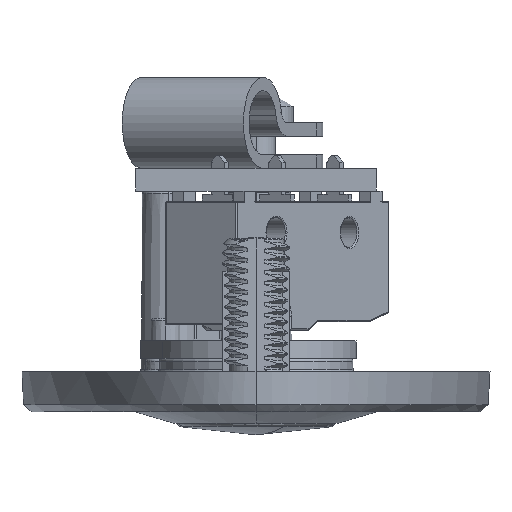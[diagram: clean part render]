
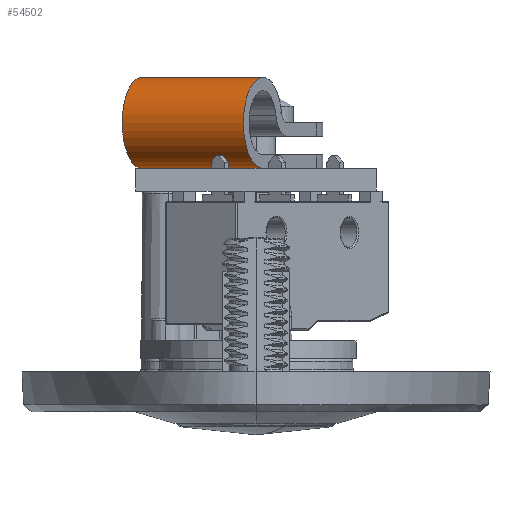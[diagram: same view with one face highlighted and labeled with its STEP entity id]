
A CAD part, left-side view. The second image highlights one B-rep face of the part: STEP entity #54502.
In plain terms, the highlighted cylindrical face has radius 3.4 mm (diameter 6.8 mm), a partial arc.
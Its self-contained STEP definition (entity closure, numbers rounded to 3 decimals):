
#54479 = EDGE_LOOP ( 'NONE', ( #54505, #54509, #54481, #54487 ) ) ;
#54481 = ORIENTED_EDGE ( 'NONE', *, *, #54483, .T. ) ;
#54483 = EDGE_CURVE ( 'NONE', #54513, #54485, #98912, .T. ) ;
#54485 = VERTEX_POINT ( 'NONE', #98908 ) ;
#54487 = ORIENTED_EDGE ( 'NONE', *, *, #54489, .F. ) ;
#54489 = EDGE_CURVE ( 'NONE', #54508, #54485, #98907, .T. ) ;
#54502 = ADVANCED_FACE ( 'NONE', ( #98892 ), #98891, .T. ) ;
#54505 = ORIENTED_EDGE ( 'NONE', *, *, #54506, .F. ) ;
#54506 = EDGE_CURVE ( 'NONE', #54507, #54508, #98890, .T. ) ;
#54507 = VERTEX_POINT ( 'NONE', #98942 ) ;
#54508 = VERTEX_POINT ( 'NONE', #98941 ) ;
#54509 = ORIENTED_EDGE ( 'NONE', *, *, #54511, .T. ) ;
#54511 = EDGE_CURVE ( 'NONE', #54507, #54513, #98940, .T. ) ;
#54513 = VERTEX_POINT ( 'NONE', #98936 ) ;
#98850 = CARTESIAN_POINT ( 'NONE',  ( -6.486, 8.555, 18.6 ) ) ;
#98882 = DIRECTION ( 'NONE',  ( 0., 0., -1. ) ) ;
#98883 = DIRECTION ( 'NONE',  ( -0.424, -0.906, 0. ) ) ;
#98884 = CARTESIAN_POINT ( 'NONE',  ( -10.724, -0.503, 18.6 ) ) ;
#98885 = AXIS2_PLACEMENT_3D ( 'NONE', #98884, #98883, #98882 ) ;
#98886 = DIRECTION ( 'NONE',  ( 0., 0., 1. ) ) ;
#98887 = DIRECTION ( 'NONE',  ( 0.424, 0.906, 0. ) ) ;
#98888 = CARTESIAN_POINT ( 'NONE',  ( -10.724, -0.503, 18.6 ) ) ;
#98889 = AXIS2_PLACEMENT_3D ( 'NONE', #98888, #98887, #98886 ) ;
#98890 = CIRCLE ( 'NONE', #98885, 3.4 ) ;
#98891 = CYLINDRICAL_SURFACE ( 'NONE', #98889, 3.4 ) ;
#98892 = FACE_OUTER_BOUND ( 'NONE', #54479, .T. ) ;
#98904 = DIRECTION ( 'NONE',  ( 0.424, 0.906, 0. ) ) ;
#98905 = VECTOR ( 'NONE', #98904, 1000. ) ;
#98906 = CARTESIAN_POINT ( 'NONE',  ( -10.724, -0.503, 15.2 ) ) ;
#98907 = LINE ( 'NONE', #98906, #98905 ) ;
#98908 = CARTESIAN_POINT ( 'NONE',  ( -6.486, 8.555, 15.2 ) ) ;
#98909 = DIRECTION ( 'NONE',  ( 0., 0., -1. ) ) ;
#98910 = DIRECTION ( 'NONE',  ( -0.424, -0.906, 0. ) ) ;
#98911 = AXIS2_PLACEMENT_3D ( 'NONE', #98850, #98910, #98909 ) ;
#98912 = CIRCLE ( 'NONE', #98911, 3.4 ) ;
#98936 = CARTESIAN_POINT ( 'NONE',  ( -6.486, 8.555, 22. ) ) ;
#98937 = DIRECTION ( 'NONE',  ( 0.424, 0.906, 0. ) ) ;
#98938 = VECTOR ( 'NONE', #98937, 1000. ) ;
#98939 = CARTESIAN_POINT ( 'NONE',  ( -10.724, -0.503, 22. ) ) ;
#98940 = LINE ( 'NONE', #98939, #98938 ) ;
#98941 = CARTESIAN_POINT ( 'NONE',  ( -10.724, -0.503, 15.2 ) ) ;
#98942 = CARTESIAN_POINT ( 'NONE',  ( -10.724, -0.503, 22. ) ) ;
